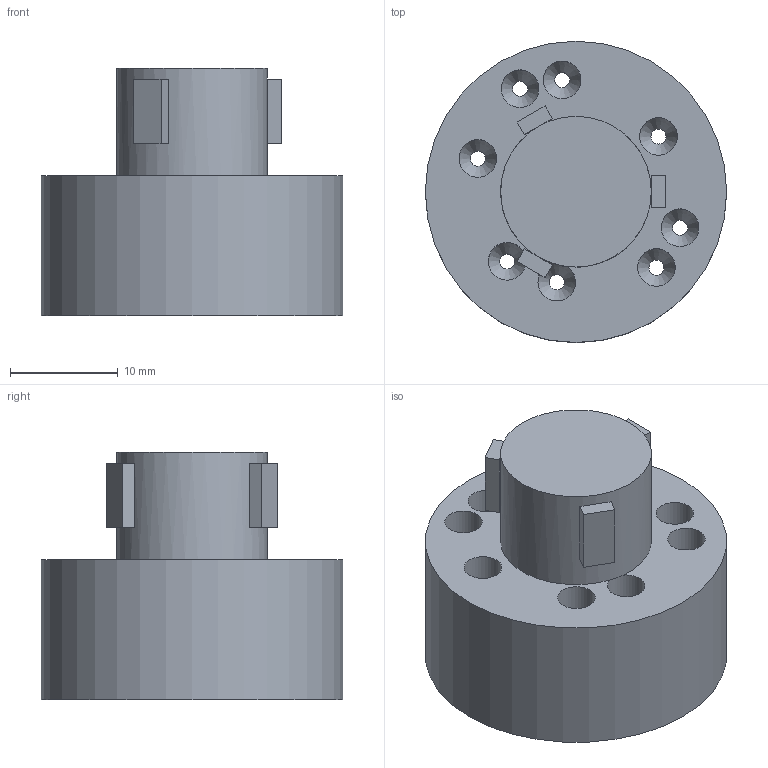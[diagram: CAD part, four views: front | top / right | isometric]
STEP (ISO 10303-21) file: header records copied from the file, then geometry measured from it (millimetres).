
FILE_DESCRIPTION(('Open CASCADE Model'),'2;1');
FILE_NAME('Open CASCADE Shape Model','2026-01-19T09:56:56',('Author'),( 'Open CASCADE'),'Open CASCADE STEP processor 7.7','Open CASCADE 7.7' ,'Unknown');
FILE_SCHEMA(('AUTOMOTIVE_DESIGN { 1 0 10303 214 1 1 1 1 }'));
Length unit declared in the file: millimetre
Products named in the file (5): Open CASCADE STEP translator 7.7 3; Open CASCADE STEP translator 7.7 3.1; Open CASCADE STEP translator 7.7 3.2; Open CASCADE STEP translator 7.7 3.3; Open CASCADE STEP translator 7.7 3.4
Assembly tree (4 placements, depth 2):
  Open CASCADE STEP translator 7.7 3
    Open CASCADE STEP translator 7.7 3.1
    Open CASCADE STEP translator 7.7 3.2
    Open CASCADE STEP translator 7.7 3.3
    Open CASCADE STEP translator 7.7 3.4
Bounding box: 28 x 28 x 23 mm (x, y, z)
Volume: 8884.3 mm3; surface area: 3855.2 mm2
Topology: 4 solids, 4 shells, 51 faces, 113 edges, 70 vertices
Faces by surface type: plane 25, cylinder 18, cone 8
Full cylindrical faces by diameter (mm): 1.4 x8, 3.5 x8, 14 x1, 28 x1
Entity records: 2952 total; most frequent: CARTESIAN_POINT 489, DIRECTION 467, LINE 251, VECTOR 251, ORIENTED_EDGE 226, PCURVE 226, DEFINITIONAL_REPRESENTATION 226, EDGE_CURVE 113
